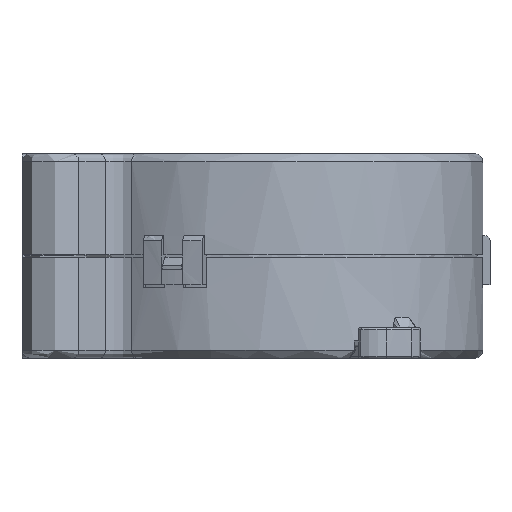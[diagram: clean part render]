
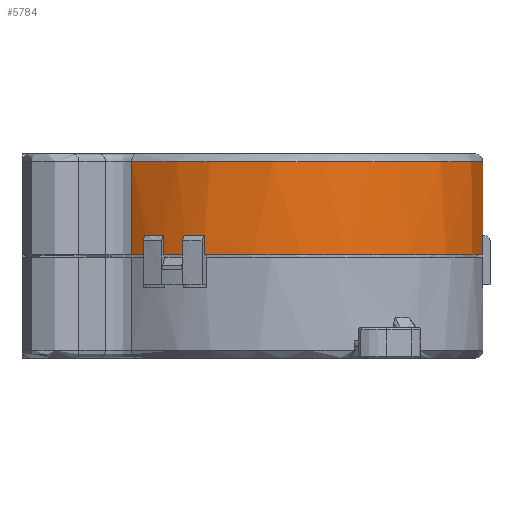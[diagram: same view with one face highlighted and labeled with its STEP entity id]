
A CAD part, front view. The second image highlights one B-rep face of the part: STEP entity #5784.
In plain terms, the highlighted free-form (B-spline) face has degree [3, 1] with [8, 2] control points.
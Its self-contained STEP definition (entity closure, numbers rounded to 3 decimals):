
#28=ELLIPSE('',#6199,18.288,14.717);
#30=ELLIPSE('',#6221,17.802,14.038);
#31=ELLIPSE('',#6222,17.502,13.591);
#32=ELLIPSE('',#6223,17.452,13.513);
#33=ELLIPSE('',#6224,48.091,28.317);
#137=B_SPLINE_CURVE_WITH_KNOTS('',3,(#8922,#8923,#8924,#8925,#8926,#8927),
 .UNSPECIFIED.,.F.,.F.,(4,1,1,4),(0.,0.253,0.609,1.),
 .UNSPECIFIED.);
#142=B_SPLINE_CURVE_WITH_KNOTS('',3,(#9192,#9193,#9194,#9195,#9196,#9197,
#9198,#9199,#9200,#9201),.UNSPECIFIED.,.F.,.F.,(4,3,3,4),(0.,0.098,
0.535,1.),.UNSPECIFIED.);
#237=B_SPLINE_SURFACE_WITH_KNOTS('',3,1,((#9167,#9168),(#9169,#9170),(#9171,
#9172),(#9173,#9174),(#9175,#9176),(#9177,#9178),(#9179,#9180),(#9181,#9182)),
 .UNSPECIFIED.,.F.,.F.,.F.,(4,1,1,1,1,4),(2,2),(0.,0.01,0.258,
0.607,0.991,1.),(-3937.008,3937.008),
 .UNSPECIFIED.);
#698=FACE_OUTER_BOUND('',#1045,.T.);
#1045=EDGE_LOOP('',(#4146,#4147,#4148,#4149,#4150,#4151,#4152,#4153,#4154,
#4155,#4156,#4157,#4158,#4159));
#1451=LINE('',#9101,#1938);
#1462=LINE('',#9163,#1949);
#1464=LINE('',#9186,#1951);
#1465=LINE('',#9190,#1952);
#1466=LINE('',#9203,#1953);
#1467=LINE('',#9206,#1954);
#1468=LINE('',#9207,#1955);
#1938=VECTOR('',#7084,1.9);
#1949=VECTOR('',#7105,1.9);
#1951=VECTOR('',#7113,1.9);
#1952=VECTOR('',#7116,1.9);
#1953=VECTOR('',#7117,1.9);
#1954=VECTOR('',#7120,7.2);
#1955=VECTOR('',#7121,9.1);
#2408=VERTEX_POINT('',#8834);
#2409=VERTEX_POINT('',#8921);
#2438=VERTEX_POINT('',#9024);
#2440=VERTEX_POINT('',#9027);
#2462=VERTEX_POINT('',#9099);
#2474=VERTEX_POINT('',#9160);
#2475=VERTEX_POINT('',#9162);
#2476=VERTEX_POINT('',#9183);
#2477=VERTEX_POINT('',#9185);
#2478=VERTEX_POINT('',#9187);
#2479=VERTEX_POINT('',#9189);
#2480=VERTEX_POINT('',#9191);
#2481=VERTEX_POINT('',#9202);
#2482=VERTEX_POINT('',#9204);
#3009=EDGE_CURVE('',#2408,#2409,#137,.T.);
#3060=EDGE_CURVE('',#2440,#2438,#28,.T.);
#3084=EDGE_CURVE('',#2462,#2438,#1451,.T.);
#3100=EDGE_CURVE('',#2474,#2475,#1462,.T.);
#3102=EDGE_CURVE('',#2462,#2475,#30,.T.);
#3103=EDGE_CURVE('',#2474,#2476,#31,.T.);
#3104=EDGE_CURVE('',#2477,#2476,#1464,.T.);
#3105=EDGE_CURVE('',#2477,#2478,#32,.T.);
#3106=EDGE_CURVE('',#2479,#2478,#1465,.T.);
#3107=EDGE_CURVE('',#2479,#2480,#142,.T.);
#3108=EDGE_CURVE('',#2481,#2480,#1466,.T.);
#3109=EDGE_CURVE('',#2481,#2482,#33,.T.);
#3110=EDGE_CURVE('',#2409,#2482,#1467,.T.);
#3111=EDGE_CURVE('',#2440,#2408,#1468,.T.);
#4146=ORIENTED_EDGE('',*,*,#3102,.T.);
#4147=ORIENTED_EDGE('',*,*,#3100,.F.);
#4148=ORIENTED_EDGE('',*,*,#3103,.T.);
#4149=ORIENTED_EDGE('',*,*,#3104,.F.);
#4150=ORIENTED_EDGE('',*,*,#3105,.T.);
#4151=ORIENTED_EDGE('',*,*,#3106,.F.);
#4152=ORIENTED_EDGE('',*,*,#3107,.T.);
#4153=ORIENTED_EDGE('',*,*,#3108,.F.);
#4154=ORIENTED_EDGE('',*,*,#3109,.T.);
#4155=ORIENTED_EDGE('',*,*,#3110,.F.);
#4156=ORIENTED_EDGE('',*,*,#3009,.F.);
#4157=ORIENTED_EDGE('',*,*,#3111,.F.);
#4158=ORIENTED_EDGE('',*,*,#3060,.T.);
#4159=ORIENTED_EDGE('',*,*,#3084,.F.);
#5784=ADVANCED_FACE('',(#698),#237,.T.);
#6199=AXIS2_PLACEMENT_3D('',#9028,#7046,#7047);
#6221=AXIS2_PLACEMENT_3D('',#9166,#7109,#7110);
#6222=AXIS2_PLACEMENT_3D('',#9184,#7111,#7112);
#6223=AXIS2_PLACEMENT_3D('',#9188,#7114,#7115);
#6224=AXIS2_PLACEMENT_3D('',#9205,#7118,#7119);
#7046=DIRECTION('center_axis',(0.,0.,1.));
#7047=DIRECTION('ref_axis',(0.965,-0.261,0.));
#7084=DIRECTION('',(0.,0.,-1.));
#7105=DIRECTION('',(0.,0.,1.));
#7109=DIRECTION('center_axis',(0.,0.,1.));
#7110=DIRECTION('ref_axis',(0.957,-0.291,0.));
#7111=DIRECTION('center_axis',(0.,0.,1.));
#7112=DIRECTION('ref_axis',(0.953,-0.301,0.));
#7113=DIRECTION('',(0.,0.,-1.));
#7114=DIRECTION('center_axis',(0.,0.,1.));
#7115=DIRECTION('ref_axis',(0.953,-0.302,0.));
#7116=DIRECTION('',(0.,0.,1.));
#7117=DIRECTION('',(0.,0.,-1.));
#7118=DIRECTION('center_axis',(0.,0.,
1.));
#7119=DIRECTION('ref_axis',(0.994,-0.111,0.));
#7120=DIRECTION('',(0.,0.,-1.));
#7121=DIRECTION('',(0.,0.,1.));
#8834=CARTESIAN_POINT('',(629.063,483.462,-146.891));
#8921=CARTESIAN_POINT('',(663.356,499.165,-146.891));
#8922=CARTESIAN_POINT('Ctrl Pts',(629.063,483.462,-146.891));
#8923=CARTESIAN_POINT('Ctrl Pts',(632.189,481.31,-146.891));
#8924=CARTESIAN_POINT('Ctrl Pts',(641.252,478.104,-146.891));
#8925=CARTESIAN_POINT('Ctrl Pts',(656.549,482.533,-146.891));
#8926=CARTESIAN_POINT('Ctrl Pts',(663.356,492.832,-146.891));
#8927=CARTESIAN_POINT('Ctrl Pts',(663.356,499.165,-146.891));
#9024=CARTESIAN_POINT('',(630.427,482.598,-155.991));
#9027=CARTESIAN_POINT('',(629.063,483.462,-155.991));
#9028=CARTESIAN_POINT('Origin',(639.665,494.56,-155.991));
#9099=CARTESIAN_POINT('',(630.427,482.598,-154.091));
#9101=CARTESIAN_POINT('',(630.427,482.598,-154.091));
#9160=CARTESIAN_POINT('',(632.216,481.666,-155.991));
#9162=CARTESIAN_POINT('',(632.216,481.666,-154.091));
#9163=CARTESIAN_POINT('',(632.216,481.666,-155.991));
#9166=CARTESIAN_POINT('Origin',(639.221,493.982,-154.091));
#9167=CARTESIAN_POINT('Ctrl Pts',(628.69,483.725,-4083.091));
#9168=CARTESIAN_POINT('Ctrl Pts',(628.69,483.725,3790.909));
#9169=CARTESIAN_POINT('Ctrl Pts',(628.813,483.636,-4083.091));
#9170=CARTESIAN_POINT('Ctrl Pts',(628.813,483.636,3790.909));
#9171=CARTESIAN_POINT('Ctrl Pts',(632.038,481.363,-4083.091));
#9172=CARTESIAN_POINT('Ctrl Pts',(632.038,481.363,3790.909));
#9173=CARTESIAN_POINT('Ctrl Pts',(641.252,478.104,-4083.091));
#9174=CARTESIAN_POINT('Ctrl Pts',(641.252,478.104,3790.909));
#9175=CARTESIAN_POINT('Ctrl Pts',(656.549,482.533,-4083.091));
#9176=CARTESIAN_POINT('Ctrl Pts',(656.549,482.533,3790.909));
#9177=CARTESIAN_POINT('Ctrl Pts',(663.442,492.963,-4083.091));
#9178=CARTESIAN_POINT('Ctrl Pts',(663.442,492.963,3790.909));
#9179=CARTESIAN_POINT('Ctrl Pts',(663.354,499.471,-4083.091));
#9180=CARTESIAN_POINT('Ctrl Pts',(663.354,499.471,3790.909));
#9181=CARTESIAN_POINT('Ctrl Pts',(663.349,499.625,-4083.091));
#9182=CARTESIAN_POINT('Ctrl Pts',(663.349,499.625,3790.909));
#9183=CARTESIAN_POINT('',(634.256,480.839,-155.991));
#9184=CARTESIAN_POINT('Origin',(638.992,493.585,-155.991));
#9185=CARTESIAN_POINT('',(634.256,480.839,-154.091));
#9186=CARTESIAN_POINT('',(634.256,480.839,-154.091));
#9187=CARTESIAN_POINT('',(636.175,480.263,-154.091));
#9188=CARTESIAN_POINT('Origin',(638.96,493.514,-154.091));
#9189=CARTESIAN_POINT('',(636.175,480.263,-155.991));
#9190=CARTESIAN_POINT('',(636.175,480.263,-155.991));
#9191=CARTESIAN_POINT('',(663.345,498.565,-155.991));
#9192=CARTESIAN_POINT('Ctrl Pts',(636.175,480.263,-155.991));
#9193=CARTESIAN_POINT('Ctrl Pts',(637.352,479.966,-155.991));
#9194=CARTESIAN_POINT('Ctrl Pts',(638.551,479.765,-155.991));
#9195=CARTESIAN_POINT('Ctrl Pts',(639.756,479.665,-155.991));
#9196=CARTESIAN_POINT('Ctrl Pts',(645.117,479.223,-155.991));
#9197=CARTESIAN_POINT('Ctrl Pts',(650.562,480.8,-155.991));
#9198=CARTESIAN_POINT('Ctrl Pts',(654.958,483.963,-155.991));
#9199=CARTESIAN_POINT('Ctrl Pts',(659.638,487.329,-155.991));
#9200=CARTESIAN_POINT('Ctrl Pts',(663.128,492.492,-155.991));
#9201=CARTESIAN_POINT('Ctrl Pts',(663.345,498.565,-155.991));
#9202=CARTESIAN_POINT('',(663.345,498.565,-154.091));
#9203=CARTESIAN_POINT('',(663.345,498.565,-154.091));
#9204=CARTESIAN_POINT('',(663.356,499.165,-154.091));
#9205=CARTESIAN_POINT('Origin',(615.459,502.653,-154.091));
#9206=CARTESIAN_POINT('',(663.356,499.165,-146.891));
#9207=CARTESIAN_POINT('',(629.063,483.462,-155.991));
